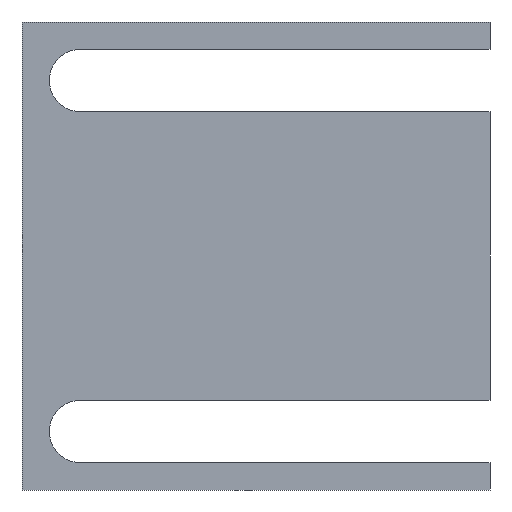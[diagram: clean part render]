
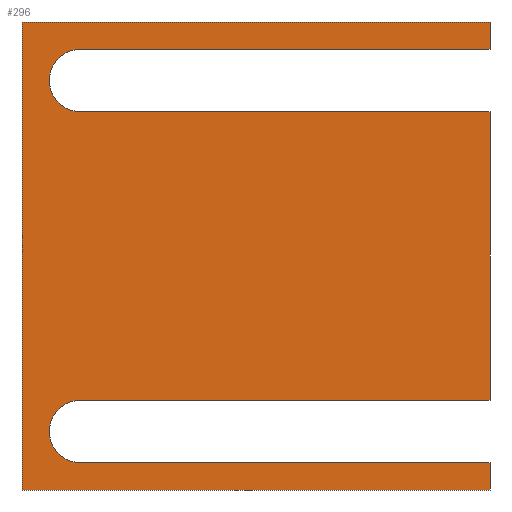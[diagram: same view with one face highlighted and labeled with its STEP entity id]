
A CAD part, left-side view. The second image highlights one B-rep face of the part: STEP entity #296.
In plain terms, the highlighted planar face has unit normal (-1, 0, 0).
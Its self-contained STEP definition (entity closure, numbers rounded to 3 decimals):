
#29 = VERTEX_POINT ( 'NONE', #47 ) ;
#30 = VERTEX_POINT ( 'NONE', #56 ) ;
#31 = VERTEX_POINT ( 'NONE', #57 ) ;
#32 = VERTEX_POINT ( 'NONE', #58 ) ;
#33 = VERTEX_POINT ( 'NONE', #45 ) ;
#34 = VERTEX_POINT ( 'NONE', #59 ) ;
#35 = VERTEX_POINT ( 'NONE', #43 ) ;
#36 = VERTEX_POINT ( 'NONE', #60 ) ;
#37 = VERTEX_POINT ( 'NONE', #61 ) ;
#38 = VERTEX_POINT ( 'NONE', #62 ) ;
#41 = VERTEX_POINT ( 'NONE', #65 ) ;
#42 = VERTEX_POINT ( 'NONE', #66 ) ;
#43 = CARTESIAN_POINT ( 'NONE',  ( 0., 105., -53. ) ) ;
#45 = CARTESIAN_POINT ( 'NONE',  ( 0., 120., 60. ) ) ;
#47 = CARTESIAN_POINT ( 'NONE',  ( 0., 105., -37. ) ) ;
#56 = CARTESIAN_POINT ( 'NONE',  ( 0., 0., -60. ) ) ;
#57 = CARTESIAN_POINT ( 'NONE',  ( 0., 0., 60. ) ) ;
#58 = CARTESIAN_POINT ( 'NONE',  ( 0., 120., -60. ) ) ;
#59 = CARTESIAN_POINT ( 'NONE',  ( 0., 0., -53. ) ) ;
#60 = CARTESIAN_POINT ( 'NONE',  ( 0., 105., 37. ) ) ;
#61 = CARTESIAN_POINT ( 'NONE',  ( 0., 105., 53. ) ) ;
#62 = CARTESIAN_POINT ( 'NONE',  ( 0., 0., 53. ) ) ;
#65 = CARTESIAN_POINT ( 'NONE',  ( 0., 0., 37. ) ) ;
#66 = CARTESIAN_POINT ( 'NONE',  ( 0., 0., -37. ) ) ;
#102 = CARTESIAN_POINT ( 'NONE',  ( 0., 105., -37. ) ) ;
#105 = CARTESIAN_POINT ( 'NONE',  ( 0., 0., 60. ) ) ;
#107 = DIRECTION ( 'NONE',  ( 0., -1., 0. ) ) ;
#108 = CARTESIAN_POINT ( 'NONE',  ( 0., 0., -53. ) ) ;
#109 = DIRECTION ( 'NONE',  ( 0., 1., 0. ) ) ;
#110 = CARTESIAN_POINT ( 'NONE',  ( 0., 105., -45. ) ) ;
#111 = DIRECTION ( 'NONE',  ( 1., 0., 0. ) ) ;
#112 = DIRECTION ( 'NONE',  ( 0., 0., 1. ) ) ;
#113 = CARTESIAN_POINT ( 'NONE',  ( 0., 0., -60. ) ) ;
#114 = DIRECTION ( 'NONE',  ( 0., -1., 0. ) ) ;
#115 = CARTESIAN_POINT ( 'NONE',  ( 0., 0., -37. ) ) ;
#116 = DIRECTION ( 'NONE',  ( 0., 0., -1. ) ) ;
#117 = CARTESIAN_POINT ( 'NONE',  ( 0., 120., -60. ) ) ;
#118 = DIRECTION ( 'NONE',  ( 0., 0., -1. ) ) ;
#119 = CARTESIAN_POINT ( 'NONE',  ( 0., 120., 60. ) ) ;
#120 = DIRECTION ( 'NONE',  ( 0., 1., 0. ) ) ;
#121 = CARTESIAN_POINT ( 'NONE',  ( 0., 0., 37. ) ) ;
#122 = DIRECTION ( 'NONE',  ( 0., 0., 1. ) ) ;
#123 = CARTESIAN_POINT ( 'NONE',  ( 0., 0., 53. ) ) ;
#124 = DIRECTION ( 'NONE',  ( 0., -1., 0. ) ) ;
#125 = CARTESIAN_POINT ( 'NONE',  ( 0., 105., 45. ) ) ;
#126 = DIRECTION ( 'NONE',  ( 1., 0., 0. ) ) ;
#127 = DIRECTION ( 'NONE',  ( 0., 0., 1. ) ) ;
#128 = CARTESIAN_POINT ( 'NONE',  ( 0., 105., 53. ) ) ;
#129 = DIRECTION ( 'NONE',  ( 0., 1., 0. ) ) ;
#131 = DIRECTION ( 'NONE',  ( 0., 0., -1. ) ) ;
#169 = EDGE_LOOP ( 'NONE', ( #321, #308, #315, #320, #319, #318, #317, #316, #314, #313, #312, #311 ) ) ;
#226 = AXIS2_PLACEMENT_3D ( 'NONE', #110, #111, #112 ) ;
#227 = EDGE_CURVE ( 'NONE', #33, #31, #333, .T. ) ;
#228 = AXIS2_PLACEMENT_3D ( 'NONE', #125, #126, #127 ) ;
#229 = EDGE_CURVE ( 'NONE', #42, #29, #334, .T. ) ;
#230 = EDGE_CURVE ( 'NONE', #35, #29, #341, .T. ) ;
#231 = EDGE_CURVE ( 'NONE', #35, #34, #340, .T. ) ;
#232 = EDGE_CURVE ( 'NONE', #34, #30, #339, .T. ) ;
#233 = EDGE_CURVE ( 'NONE', #41, #42, #338, .T. ) ;
#234 = EDGE_CURVE ( 'NONE', #30, #32, #336, .T. ) ;
#235 = EDGE_CURVE ( 'NONE', #32, #33, #343, .T. ) ;
#236 = EDGE_CURVE ( 'NONE', #36, #41, #345, .T. ) ;
#237 = EDGE_CURVE ( 'NONE', #36, #37, #354, .T. ) ;
#238 = EDGE_CURVE ( 'NONE', #38, #37, #350, .T. ) ;
#239 = EDGE_CURVE ( 'NONE', #31, #38, #353, .T. ) ;
#280 = AXIS2_PLACEMENT_3D ( 'NONE', #437, #443, #444 ) ;
#296 = ADVANCED_FACE ( 'NONE', ( #403 ), #434, .F. ) ;
#308 = ORIENTED_EDGE ( 'NONE', *, *, #235, .F. ) ;
#311 = ORIENTED_EDGE ( 'NONE', *, *, #239, .F. ) ;
#312 = ORIENTED_EDGE ( 'NONE', *, *, #238, .F. ) ;
#313 = ORIENTED_EDGE ( 'NONE', *, *, #237, .T. ) ;
#314 = ORIENTED_EDGE ( 'NONE', *, *, #236, .F. ) ;
#315 = ORIENTED_EDGE ( 'NONE', *, *, #234, .F. ) ;
#316 = ORIENTED_EDGE ( 'NONE', *, *, #233, .F. ) ;
#317 = ORIENTED_EDGE ( 'NONE', *, *, #229, .F. ) ;
#318 = ORIENTED_EDGE ( 'NONE', *, *, #230, .T. ) ;
#319 = ORIENTED_EDGE ( 'NONE', *, *, #231, .F. ) ;
#320 = ORIENTED_EDGE ( 'NONE', *, *, #232, .F. ) ;
#321 = ORIENTED_EDGE ( 'NONE', *, *, #227, .F. ) ;
#326 = VECTOR ( 'NONE', #107, 1000. ) ;
#333 = LINE ( 'NONE', #105, #326 ) ;
#334 = LINE ( 'NONE', #102, #335 ) ;
#335 = VECTOR ( 'NONE', #109, 1000. ) ;
#336 = LINE ( 'NONE', #117, #346 ) ;
#337 = VECTOR ( 'NONE', #114, 1000. ) ;
#338 = LINE ( 'NONE', #115, #344 ) ;
#339 = LINE ( 'NONE', #113, #342 ) ;
#340 = LINE ( 'NONE', #108, #337 ) ;
#341 = CIRCLE ( 'NONE', #226, 8. ) ;
#342 = VECTOR ( 'NONE', #116, 1000. ) ;
#343 = LINE ( 'NONE', #119, #347 ) ;
#344 = VECTOR ( 'NONE', #118, 1000. ) ;
#345 = LINE ( 'NONE', #121, #349 ) ;
#346 = VECTOR ( 'NONE', #120, 1000. ) ;
#347 = VECTOR ( 'NONE', #122, 1000. ) ;
#348 = VECTOR ( 'NONE', #129, 1000. ) ;
#349 = VECTOR ( 'NONE', #124, 1000. ) ;
#350 = LINE ( 'NONE', #128, #348 ) ;
#353 = LINE ( 'NONE', #123, #355 ) ;
#354 = CIRCLE ( 'NONE', #228, 8. ) ;
#355 = VECTOR ( 'NONE', #131, 1000. ) ;
#403 = FACE_OUTER_BOUND ( 'NONE', #169, .T. ) ;
#434 = PLANE ( 'NONE',  #280 ) ;
#437 = CARTESIAN_POINT ( 'NONE',  ( 0., 0., 0. ) ) ;
#443 = DIRECTION ( 'NONE',  ( 1., 0., 0. ) ) ;
#444 = DIRECTION ( 'NONE',  ( 0., 0., -1. ) ) ;
